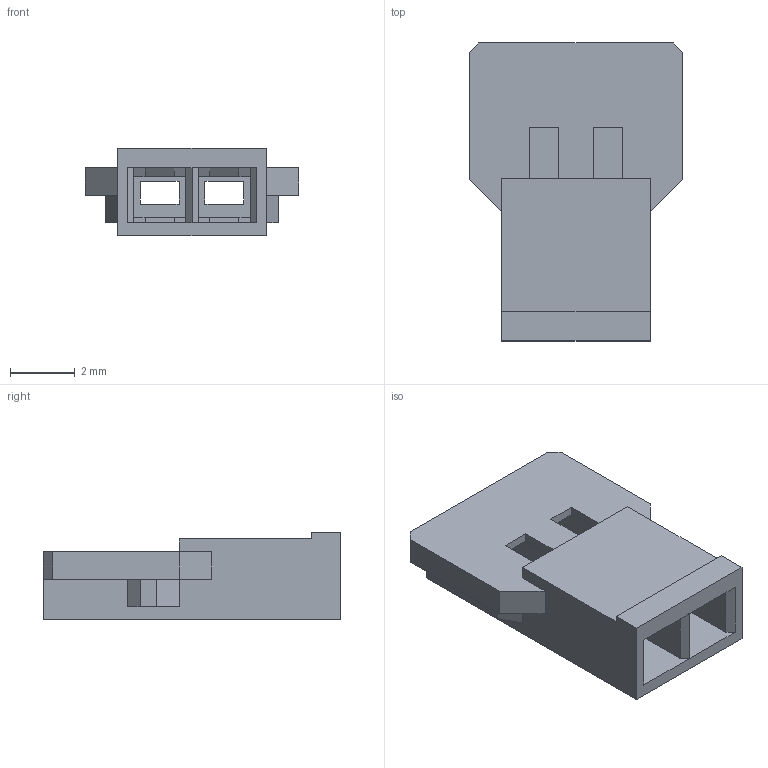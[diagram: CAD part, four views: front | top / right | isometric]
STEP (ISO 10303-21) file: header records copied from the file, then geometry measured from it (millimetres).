
FILE_DESCRIPTION((''),'2;1');
FILE_NAME('510050200','2014-05-12T',('me'),(''),'PRO/ENGINEER BY PARAMETRIC TECHNOLOGY CORPORATION, 2011490','PRO/ENGINEER BY PARAMETRIC TECHNOLOGY CORPORATION, 2011490','');
FILE_SCHEMA(('CONFIG_CONTROL_DESIGN'));
Length unit declared in the file: millimetre
Products named in the file (1): 510050200
Bounding box: 6.6 x 9.2 x 2.7 mm (x, y, z)
Volume: 63.5 mm3; surface area: 278.6 mm2
Topology: 1 solids, 1 shells, 84 faces, 250 edges, 172 vertices
Faces by surface type: plane 84
Entity records: 2789 total; most frequent: CARTESIAN_POINT 493, ORIENTED_EDGE 486, DIRECTION 420, VECTOR 250, LINE 250, EDGE_CURVE 243, VERTEX_POINT 158, EDGE_LOOP 89
